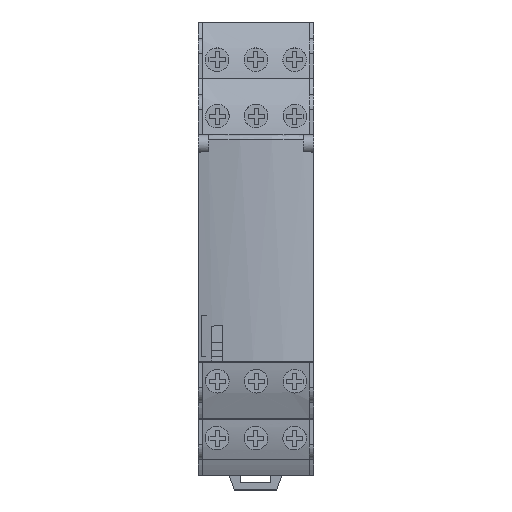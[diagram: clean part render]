
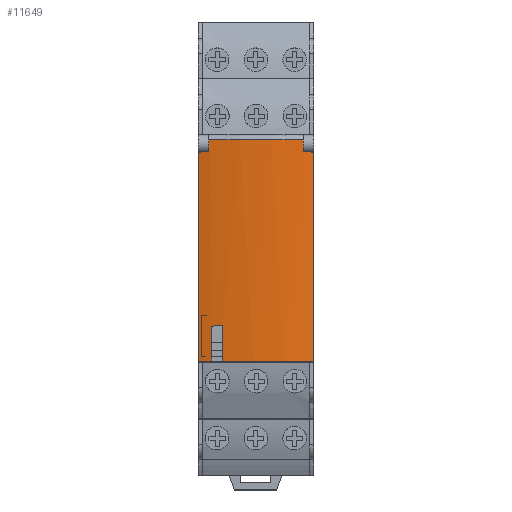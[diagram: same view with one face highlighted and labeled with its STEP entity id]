
A CAD part, top view. The second image highlights one B-rep face of the part: STEP entity #11649.
In plain terms, the highlighted cylindrical face has radius 50.197 mm (diameter 100.394 mm), a partial arc.
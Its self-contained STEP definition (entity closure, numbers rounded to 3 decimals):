
#3608=DIRECTION('',(0.,-1.,0.));
#3609=VECTOR('',#3608,0.326);
#3610=CARTESIAN_POINT('',(2.075,64.529,78.617));
#3611=LINE('',#3610,#3609);
#3633=CARTESIAN_POINT('',(11.45,66.5,29.303));
#3634=DIRECTION('',(0.,-1.,0.));
#3635=DIRECTION('',(0.187,0.,0.982));
#3636=AXIS2_PLACEMENT_3D('',#3633,#3634,#3635);
#3641=DIRECTION('',(0.,-1.,0.));
#3642=VECTOR('',#3641,7.102);
#3643=CARTESIAN_POINT('',(4.9,29.752,79.071));
#3644=LINE('',#3643,#3642);
#3648=CARTESIAN_POINT('',(2.7,29.556,78.731));
#3649=CARTESIAN_POINT('',(2.944,29.581,78.775));
#3650=CARTESIAN_POINT('',(3.432,29.629,78.857));
#3651=CARTESIAN_POINT('',(4.166,29.694,78.97));
#3652=CARTESIAN_POINT('',(4.655,29.734,79.039));
#3653=CARTESIAN_POINT('',(4.9,29.752,79.071));
#3658=DIRECTION('',(0.,-1.,0.));
#3659=VECTOR('',#3658,6.906);
#3660=CARTESIAN_POINT('',(2.7,29.556,78.731));
#3661=LINE('',#3660,#3659);
#3665=DIRECTION('',(0.,1.,0.));
#3666=VECTOR('',#3665,1.971);
#3667=CARTESIAN_POINT('',(2.075,64.529,78.617));
#3668=LINE('',#3667,#3666);
#3672=DIRECTION('',(0.,1.,0.));
#3673=VECTOR('',#3672,1.971);
#3674=CARTESIAN_POINT('',(20.825,64.529,78.617));
#3675=LINE('',#3674,#3673);
#3747=DIRECTION('',(0.,-1.,0.));
#3748=VECTOR('',#3747,0.326);
#3749=CARTESIAN_POINT('',(20.825,64.529,78.617));
#3750=LINE('',#3749,#3748);
#3779=CARTESIAN_POINT('',(2.075,64.203,78.617));
#3780=CARTESIAN_POINT('',(1.414,64.169,78.491));
#3781=CARTESIAN_POINT('',(0.755,64.132,78.352));
#3782=CARTESIAN_POINT('',(0.1,64.091,78.2));
#3794=CARTESIAN_POINT('',(22.8,64.091,78.2));
#3795=CARTESIAN_POINT('',(22.145,64.132,78.352));
#3796=CARTESIAN_POINT('',(21.486,64.169,78.491));
#3797=CARTESIAN_POINT('',(20.825,64.203,78.617));
#3809=DIRECTION('',(0.,-1.,0.));
#3810=VECTOR('',#3809,41.441);
#3811=CARTESIAN_POINT('',(0.1,64.091,78.2));
#3812=LINE('',#3811,#3810);
#3837=CARTESIAN_POINT('',(11.45,22.65,29.303));
#3838=DIRECTION('',(0.,1.,0.));
#3839=DIRECTION('',(-0.13,0.,0.991));
#3840=AXIS2_PLACEMENT_3D('',#3837,#3838,#3839);
#3845=CARTESIAN_POINT('',(11.45,22.65,29.303));
#3846=DIRECTION('',(0.,1.,0.));
#3847=DIRECTION('',(-0.226,0.,0.974));
#3848=AXIS2_PLACEMENT_3D('',#3845,#3846,#3847);
#4204=DIRECTION('',(0.,-1.,0.));
#4205=VECTOR('',#4204,41.441);
#4206=CARTESIAN_POINT('',(22.8,64.091,78.2));
#4207=LINE('',#4206,#4205);
#8096=CARTESIAN_POINT('',(0.1,64.091,78.2));
#8098=VERTEX_POINT('',#8096);
#8101=CARTESIAN_POINT('',(0.1,22.65,78.2));
#8103=VERTEX_POINT('',#8101);
#8104=CARTESIAN_POINT('',(22.8,64.091,78.2));
#8106=VERTEX_POINT('',#8104);
#8109=CARTESIAN_POINT('',(22.8,22.65,78.2));
#8111=VERTEX_POINT('',#8109);
#9168=CARTESIAN_POINT('',(2.075,64.529,78.617));
#9169=CARTESIAN_POINT('',(2.075,64.203,78.617));
#9170=VERTEX_POINT('',#9168);
#9171=VERTEX_POINT('',#9169);
#9172=CARTESIAN_POINT('',(20.825,64.529,78.617));
#9173=CARTESIAN_POINT('',(20.825,64.203,78.617));
#9174=VERTEX_POINT('',#9172);
#9175=VERTEX_POINT('',#9173);
#9180=CARTESIAN_POINT('',(2.7,22.65,78.731));
#9181=VERTEX_POINT('',#9180);
#9182=CARTESIAN_POINT('',(4.9,22.65,79.071));
#9183=VERTEX_POINT('',#9182);
#9190=VERTEX_POINT('',#3648);
#9191=VERTEX_POINT('',#3653);
#9197=CARTESIAN_POINT('',(20.825,66.5,78.617));
#9198=CARTESIAN_POINT('',(2.075,66.5,78.617));
#9199=VERTEX_POINT('',#9197);
#9200=VERTEX_POINT('',#9198);
#11616=CARTESIAN_POINT('',(11.45,22.65,29.303));
#11617=DIRECTION('',(0.,-1.,0.));
#11618=DIRECTION('',(1.,0.,0.));
#11619=AXIS2_PLACEMENT_3D('',#11616,#11617,#11618);
#11620=CYLINDRICAL_SURFACE('',#11619,50.197);
#11621=ORIENTED_EDGE('',*,*,#11583,.F.);
#11623=ORIENTED_EDGE('',*,*,#11622,.F.);
#11625=ORIENTED_EDGE('',*,*,#11624,.T.);
#11627=ORIENTED_EDGE('',*,*,#11626,.F.);
#11629=ORIENTED_EDGE('',*,*,#11628,.T.);
#11631=ORIENTED_EDGE('',*,*,#11630,.F.);
#11633=ORIENTED_EDGE('',*,*,#11632,.F.);
#11635=ORIENTED_EDGE('',*,*,#11634,.F.);
#11637=ORIENTED_EDGE('',*,*,#11636,.T.);
#11639=ORIENTED_EDGE('',*,*,#11638,.F.);
#11641=ORIENTED_EDGE('',*,*,#11640,.F.);
#11643=ORIENTED_EDGE('',*,*,#11642,.F.);
#11644=ORIENTED_EDGE('',*,*,#11595,.F.);
#11646=ORIENTED_EDGE('',*,*,#11645,.T.);
#11647=EDGE_LOOP('',(#11621,#11623,#11625,#11627,#11629,#11631,#11633,#11635,
#11637,#11639,#11641,#11643,#11644,#11646));
#11648=FACE_OUTER_BOUND('',#11647,.F.);
#3637=CIRCLE('',#3636,50.197);
#3654=B_SPLINE_CURVE_WITH_KNOTS('',3,(#3648,#3649,#3650,#3651,#3652,#3653),
.UNSPECIFIED.,.F.,.F.,(4,1,1,4),(0.,0.333,0.667,1.),
.UNSPECIFIED.);
#3783=B_SPLINE_CURVE_WITH_KNOTS('',3,(#3779,#3780,#3781,#3782),.UNSPECIFIED.,
.F.,.F.,(4,4),(0.,1.),.UNSPECIFIED.);
#3798=B_SPLINE_CURVE_WITH_KNOTS('',3,(#3794,#3795,#3796,#3797),.UNSPECIFIED.,
.F.,.F.,(4,4),(0.,1.),.UNSPECIFIED.);
#3841=CIRCLE('',#3840,50.197);
#3849=CIRCLE('',#3848,50.197);
#11583=EDGE_CURVE('',#9199,#9200,#3637,.T.);
#11595=EDGE_CURVE('',#9170,#9171,#3611,.T.);
#11622=EDGE_CURVE('',#9174,#9199,#3675,.T.);
#11624=EDGE_CURVE('',#9174,#9175,#3750,.T.);
#11626=EDGE_CURVE('',#8106,#9175,#3798,.T.);
#11628=EDGE_CURVE('',#8106,#8111,#4207,.T.);
#11630=EDGE_CURVE('',#9183,#8111,#3841,.T.);
#11632=EDGE_CURVE('',#9191,#9183,#3644,.T.);
#11634=EDGE_CURVE('',#9190,#9191,#3654,.T.);
#11636=EDGE_CURVE('',#9190,#9181,#3661,.T.);
#11638=EDGE_CURVE('',#8103,#9181,#3849,.T.);
#11640=EDGE_CURVE('',#8098,#8103,#3812,.T.);
#11642=EDGE_CURVE('',#9171,#8098,#3783,.T.);
#11645=EDGE_CURVE('',#9170,#9200,#3668,.T.);
#11649=ADVANCED_FACE('',(#11648),#11620,.T.);
